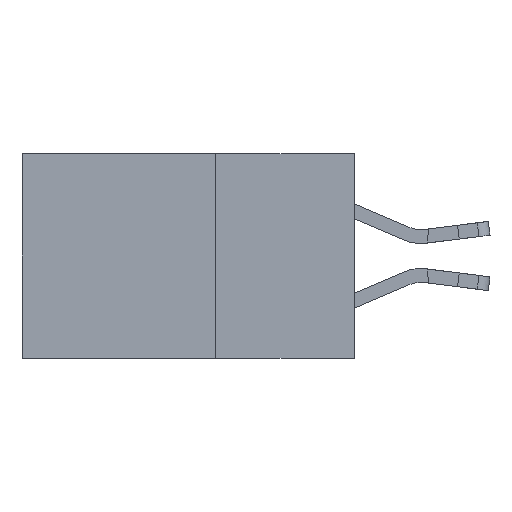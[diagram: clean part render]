
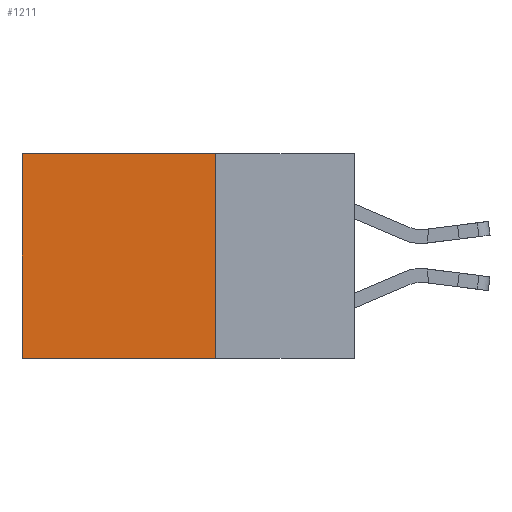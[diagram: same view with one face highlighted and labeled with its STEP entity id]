
A CAD part, left-side view. The second image highlights one B-rep face of the part: STEP entity #1211.
In plain terms, the highlighted planar face has unit normal (-1, 0, 0).
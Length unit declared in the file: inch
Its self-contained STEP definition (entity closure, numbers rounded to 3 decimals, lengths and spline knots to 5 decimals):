
#822 = FACE_OUTER_BOUND ( 'NONE', #8463, .T. ) ;
#841 = DIRECTION ( 'NONE',  ( 0., 0., -1. ) ) ;
#1211 = ADVANCED_FACE ( 'NONE', ( #822 ), #17201, .F. ) ;
#2630 = VERTEX_POINT ( 'NONE', #17453 ) ;
#3231 = CARTESIAN_POINT ( 'NONE',  ( 0.298, 0.25, 0. ) ) ;
#3572 = DIRECTION ( 'NONE',  ( 0., 0., -1. ) ) ;
#3658 = DIRECTION ( 'NONE',  ( 1., 0., 0. ) ) ;
#3812 = CARTESIAN_POINT ( 'NONE',  ( 0.298, 0.6, 0. ) ) ;
#6039 = VECTOR ( 'NONE', #841, 39.37008 ) ;
#6671 = LINE ( 'NONE', #10893, #6039 ) ;
#6706 = CARTESIAN_POINT ( 'NONE',  ( 0.298, 0.25, -0.37 ) ) ;
#7905 = CARTESIAN_POINT ( 'NONE',  ( 0.298, 0.25, 0. ) ) ;
#8463 = EDGE_LOOP ( 'NONE', ( #10480, #20668, #9351, #12343 ) ) ;
#8737 = DIRECTION ( 'NONE',  ( 0., 1., 0. ) ) ;
#8918 = VERTEX_POINT ( 'NONE', #23383 ) ;
#9018 = AXIS2_PLACEMENT_3D ( 'NONE', #15606, #3658, #3572 ) ;
#9351 = ORIENTED_EDGE ( 'NONE', *, *, #22317, .F. ) ;
#9906 = DIRECTION ( 'NONE',  ( 0., 1., 0. ) ) ;
#9921 = DIRECTION ( 'NONE',  ( 0., 0., -1. ) ) ;
#10480 = ORIENTED_EDGE ( 'NONE', *, *, #20600, .T. ) ;
#10893 = CARTESIAN_POINT ( 'NONE',  ( 0.298, 0.25, 0. ) ) ;
#12343 = ORIENTED_EDGE ( 'NONE', *, *, #16012, .T. ) ;
#12597 = VECTOR ( 'NONE', #8737, 39.37008 ) ;
#15606 = CARTESIAN_POINT ( 'NONE',  ( 0.298, 0.25, 0. ) ) ;
#16012 = EDGE_CURVE ( 'NONE', #18570, #18470, #24101, .T. ) ;
#17201 = PLANE ( 'NONE',  #9018 ) ;
#17453 = CARTESIAN_POINT ( 'NONE',  ( 0.298, 0.6, -0.37 ) ) ;
#17904 = LINE ( 'NONE', #6706, #12597 ) ;
#18470 = VERTEX_POINT ( 'NONE', #22874 ) ;
#18570 = VERTEX_POINT ( 'NONE', #3231 ) ;
#19463 = VECTOR ( 'NONE', #9906, 39.37008 ) ;
#20600 = EDGE_CURVE ( 'NONE', #18470, #2630, #21996, .T. ) ;
#20668 = ORIENTED_EDGE ( 'NONE', *, *, #22258, .F. ) ;
#21358 = VECTOR ( 'NONE', #9921, 39.37008 ) ;
#21996 = LINE ( 'NONE', #3812, #21358 ) ;
#22258 = EDGE_CURVE ( 'NONE', #8918, #2630, #17904, .T. ) ;
#22317 = EDGE_CURVE ( 'NONE', #18570, #8918, #6671, .T. ) ;
#22874 = CARTESIAN_POINT ( 'NONE',  ( 0.298, 0.6, 0. ) ) ;
#23383 = CARTESIAN_POINT ( 'NONE',  ( 0.298, 0.25, -0.37 ) ) ;
#24101 = LINE ( 'NONE', #7905, #19463 ) ;
